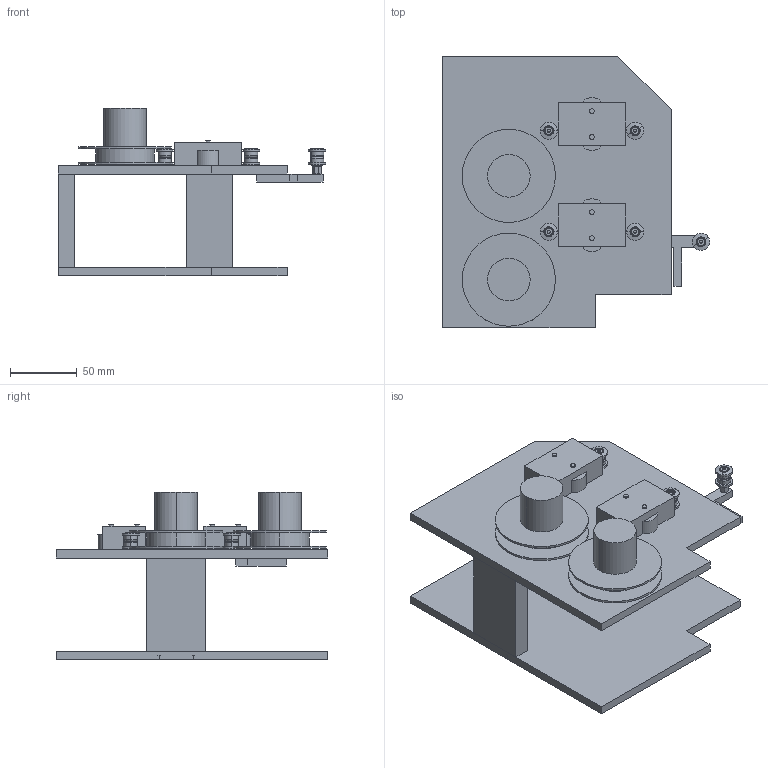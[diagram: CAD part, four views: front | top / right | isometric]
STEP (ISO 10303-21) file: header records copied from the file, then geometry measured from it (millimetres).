
FILE_DESCRIPTION (( 'STEP AP214' ), '1' );
FILE_NAME ('1225-11103 - Rev01 .step', '2019-07-15T14:09:19', ( '' ), ( '' ), 'SwSTEP 2.0', 'SolidWorks 2019', '' );
FILE_SCHEMA (( 'AUTOMOTIVE_DESIGN' ));
Length unit declared in the file: millimetre
Products named in the file (5): 1225-10923_-01; 1225-11103 - Rev01 ; 1225-10953_93655A701; 1225-10946_90265A121; 1225-10935
Assembly tree (12 placements, depth 2):
  1225-11103 - Rev01 
    1225-10935
    1225-10923_-01  x5
    1225-10946_90265A121  x5
    1225-10953_93655A701
Bounding box: 201 x 204 x 125.8 mm (x, y, z)
Volume: 674045.6 mm3; surface area: 218311.2 mm2
Topology: 20 solids, 20 shells, 2627 faces, 5938 edges, 3870 vertices
Faces by surface type: plane 2140, cylinder 251, cone 185, torus 30, bspline 21
Entity records: 23695 total; most frequent: CARTESIAN_POINT 6840, DIRECTION 3297, ORIENTED_EDGE 3204, EDGE_CURVE 1602, AXIS2_PLACEMENT_3D 1136, VERTEX_POINT 1046, LINE 1025, VECTOR 1025
